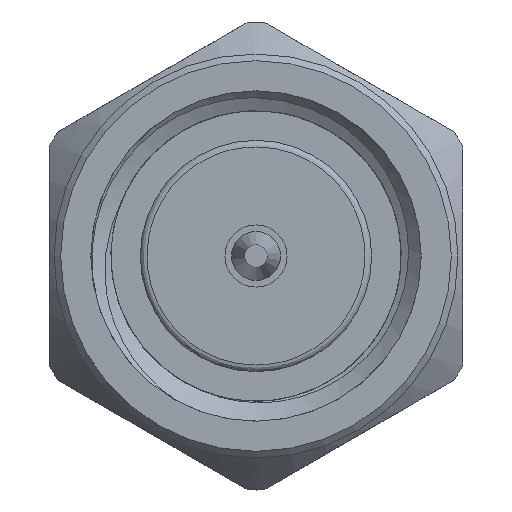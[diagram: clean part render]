
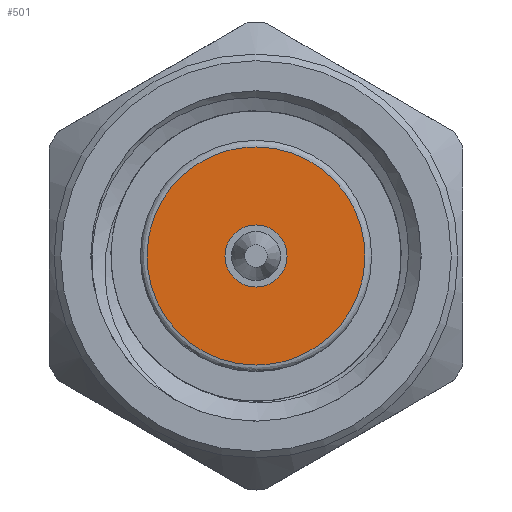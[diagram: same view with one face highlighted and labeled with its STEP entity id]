
A CAD part, left-side view. The second image highlights one B-rep face of the part: STEP entity #501.
In plain terms, the highlighted planar face has unit normal (-1, 0, 0).
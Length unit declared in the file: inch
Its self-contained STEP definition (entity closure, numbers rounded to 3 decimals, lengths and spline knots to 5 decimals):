
#49 = CARTESIAN_POINT ( 'NONE',  ( 0.11, 0.165, 0.0825 ) ) ;
#71 = EDGE_LOOP ( 'NONE', ( #102 ) ) ;
#102 = ORIENTED_EDGE ( 'NONE', *, *, #3258, .F. ) ;
#501 = ADVANCED_FACE ( 'NONE', ( #2428, #2920 ), #1293, .F. ) ;
#707 = CARTESIAN_POINT ( 'NONE',  ( 0.11, 0., 0. ) ) ;
#901 = EDGE_LOOP ( 'NONE', ( #3639, #4594 ) ) ;
#948 = CARTESIAN_POINT ( 'NONE',  ( 0.11, 0., -0.0825 ) ) ;
#999 = VERTEX_POINT ( 'NONE', #1935 ) ;
#1036 = CARTESIAN_POINT ( 'NONE',  ( 0.11, 0., -0.0235 ) ) ;
#1236 = CARTESIAN_POINT ( 'NONE',  ( 0.11, 0., 0.0825 ) ) ;
#1293 = PLANE ( 'NONE',  #1347 ) ;
#1299 = CARTESIAN_POINT ( 'NONE',  ( 0.11, -0.165, -0.0825 ) ) ;
#1347 = AXIS2_PLACEMENT_3D ( 'NONE', #1705, #3982, #4371 ) ;
#1351 = AXIS2_PLACEMENT_3D ( 'NONE', #707, #4669, #3434 ) ;
#1705 = CARTESIAN_POINT ( 'NONE',  ( 0.11, 0., 0. ) ) ;
#1935 = CARTESIAN_POINT ( 'NONE',  ( 0.11, 0., 0.0825 ) ) ;
#1982 = CARTESIAN_POINT ( 'NONE',  ( 0.11, 0., -0.0825 ) ) ;
#1999 = CIRCLE ( 'NONE', #1351, 0.0235 ) ;
#2428 = FACE_BOUND ( 'NONE', #71, .T. ) ;
#2920 = FACE_OUTER_BOUND ( 'NONE', #901, .T. ) ;
#3139 =( BOUNDED_CURVE ( )  B_SPLINE_CURVE ( 3, ( #4809, #4455, #1299, #948 ),
 .UNSPECIFIED., .F., .F. ) 
 B_SPLINE_CURVE_WITH_KNOTS ( ( 4, 4 ),
 ( 0., 1. ),
 .UNSPECIFIED. ) 
 CURVE ( )  GEOMETRIC_REPRESENTATION_ITEM ( )  RATIONAL_B_SPLINE_CURVE ( ( 1., 0.333, 0.333, 1. ) ) 
 REPRESENTATION_ITEM ( '' )  );
#3258 = EDGE_CURVE ( 'NONE', #3367, #3367, #1999, .T. ) ;
#3367 = VERTEX_POINT ( 'NONE', #1036 ) ;
#3434 = DIRECTION ( 'NONE',  ( 0., 0., -1. ) ) ;
#3435 = VERTEX_POINT ( 'NONE', #4324 ) ;
#3457 =( BOUNDED_CURVE ( )  B_SPLINE_CURVE ( 3, ( #1982, #3545, #49, #1236 ),
 .UNSPECIFIED., .F., .F. ) 
 B_SPLINE_CURVE_WITH_KNOTS ( ( 4, 4 ),
 ( 0., 1. ),
 .UNSPECIFIED. ) 
 CURVE ( )  GEOMETRIC_REPRESENTATION_ITEM ( )  RATIONAL_B_SPLINE_CURVE ( ( 1., 0.333, 0.333, 1. ) ) 
 REPRESENTATION_ITEM ( '' )  );
#3545 = CARTESIAN_POINT ( 'NONE',  ( 0.11, 0.165, -0.0825 ) ) ;
#3592 = EDGE_CURVE ( 'NONE', #999, #3435, #3139, .T. ) ;
#3639 = ORIENTED_EDGE ( 'NONE', *, *, #4949, .F. ) ;
#3982 = DIRECTION ( 'NONE',  ( 1., 0., 0. ) ) ;
#4324 = CARTESIAN_POINT ( 'NONE',  ( 0.11, 0., -0.0825 ) ) ;
#4371 = DIRECTION ( 'NONE',  ( 0., 1., 0. ) ) ;
#4455 = CARTESIAN_POINT ( 'NONE',  ( 0.11, -0.165, 0.0825 ) ) ;
#4594 = ORIENTED_EDGE ( 'NONE', *, *, #3592, .F. ) ;
#4669 = DIRECTION ( 'NONE',  ( -1., 0., 0. ) ) ;
#4809 = CARTESIAN_POINT ( 'NONE',  ( 0.11, 0., 0.0825 ) ) ;
#4949 = EDGE_CURVE ( 'NONE', #3435, #999, #3457, .T. ) ;
